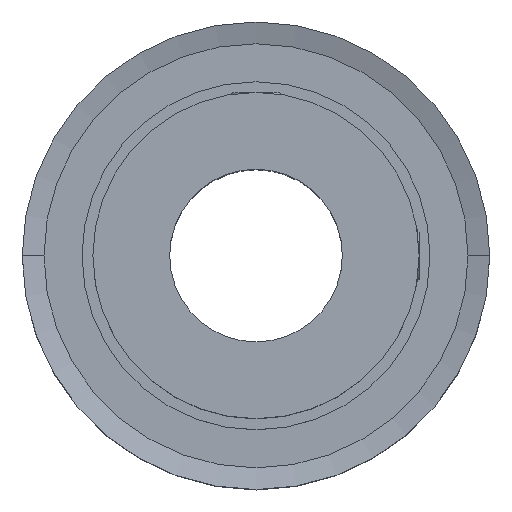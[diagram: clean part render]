
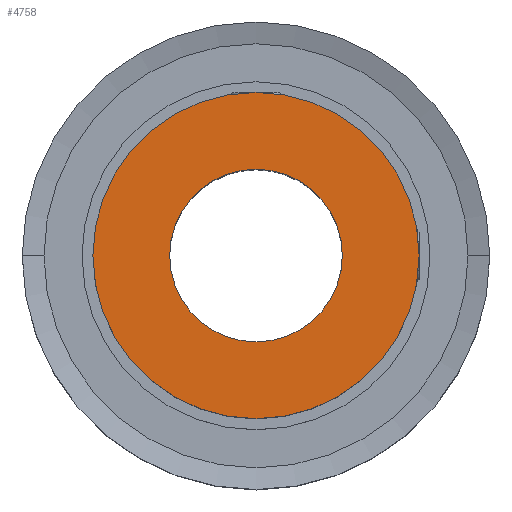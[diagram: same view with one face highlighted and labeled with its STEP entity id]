
A CAD part, top view. The second image highlights one B-rep face of the part: STEP entity #4758.
In plain terms, the highlighted planar face has unit normal (0, 0, 1).
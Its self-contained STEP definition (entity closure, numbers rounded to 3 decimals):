
#124 = FACE_OUTER_BOUND ( 'NONE', #2873, .T. ) ;
#244 = CARTESIAN_POINT ( 'NONE',  ( 0., 0., 34. ) ) ;
#692 = DIRECTION ( 'NONE',  ( 0., 0., 1. ) ) ;
#695 = DIRECTION ( 'NONE',  ( 0., 0., 1. ) ) ;
#720 = PLANE ( 'NONE',  #4596 ) ;
#756 = DIRECTION ( 'NONE',  ( 1., 0., 0. ) ) ;
#798 = DIRECTION ( 'NONE',  ( 0., 0., 1. ) ) ;
#914 = VERTEX_POINT ( 'NONE', #2861 ) ;
#984 = ORIENTED_EDGE ( 'NONE', *, *, #4421, .F. ) ;
#1106 = EDGE_CURVE ( 'NONE', #2848, #5946, #2306, .T. ) ;
#1186 = CARTESIAN_POINT ( 'NONE',  ( 15., 0., 34. ) ) ;
#1390 = EDGE_LOOP ( 'NONE', ( #2735, #984 ) ) ;
#1519 = EDGE_CURVE ( 'NONE', #6417, #914, #2563, .T. ) ;
#1565 = DIRECTION ( 'NONE',  ( 1., 0., 0. ) ) ;
#1968 = AXIS2_PLACEMENT_3D ( 'NONE', #2039, #2556, #1565 ) ;
#2039 = CARTESIAN_POINT ( 'NONE',  ( 0., 0., 34. ) ) ;
#2056 = CIRCLE ( 'NONE', #2387, 15. ) ;
#2126 = AXIS2_PLACEMENT_3D ( 'NONE', #4905, #695, #3320 ) ;
#2293 = FACE_BOUND ( 'NONE', #1390, .T. ) ;
#2306 = CIRCLE ( 'NONE', #1968, 7.938 ) ;
#2387 = AXIS2_PLACEMENT_3D ( 'NONE', #3901, #798, #2878 ) ;
#2556 = DIRECTION ( 'NONE',  ( 0., 0., 1. ) ) ;
#2563 = CIRCLE ( 'NONE', #2126, 15. ) ;
#2735 = ORIENTED_EDGE ( 'NONE', *, *, #1106, .F. ) ;
#2770 = CARTESIAN_POINT ( 'NONE',  ( 0., 0., 34. ) ) ;
#2848 = VERTEX_POINT ( 'NONE', #5508 ) ;
#2854 = CIRCLE ( 'NONE', #3737, 7.938 ) ;
#2861 = CARTESIAN_POINT ( 'NONE',  ( -15., 0., 34. ) ) ;
#2873 = EDGE_LOOP ( 'NONE', ( #5081, #4673 ) ) ;
#2878 = DIRECTION ( 'NONE',  ( 1., 0., 0. ) ) ;
#3276 = DIRECTION ( 'NONE',  ( 1., 0., 0. ) ) ;
#3320 = DIRECTION ( 'NONE',  ( 1., 0., 0. ) ) ;
#3737 = AXIS2_PLACEMENT_3D ( 'NONE', #2770, #692, #756 ) ;
#3901 = CARTESIAN_POINT ( 'NONE',  ( 0., 0., 34. ) ) ;
#3982 = CARTESIAN_POINT ( 'NONE',  ( -7.938, 0., 34. ) ) ;
#4350 = DIRECTION ( 'NONE',  ( 0., 0., 1. ) ) ;
#4421 = EDGE_CURVE ( 'NONE', #5946, #2848, #2854, .T. ) ;
#4596 = AXIS2_PLACEMENT_3D ( 'NONE', #244, #4350, #3276 ) ;
#4673 = ORIENTED_EDGE ( 'NONE', *, *, #1519, .T. ) ;
#4758 = ADVANCED_FACE ( 'NONE', ( #2293, #124 ), #720, .T. ) ;
#4905 = CARTESIAN_POINT ( 'NONE',  ( 0., 0., 34. ) ) ;
#5081 = ORIENTED_EDGE ( 'NONE', *, *, #6697, .T. ) ;
#5508 = CARTESIAN_POINT ( 'NONE',  ( 7.938, 0., 34. ) ) ;
#5946 = VERTEX_POINT ( 'NONE', #3982 ) ;
#6417 = VERTEX_POINT ( 'NONE', #1186 ) ;
#6697 = EDGE_CURVE ( 'NONE', #914, #6417, #2056, .T. ) ;
